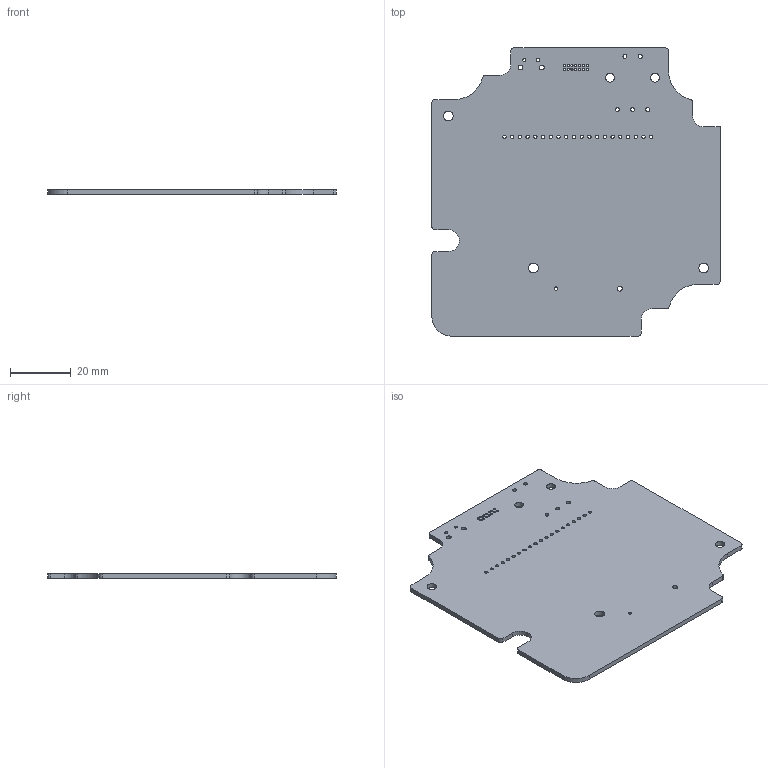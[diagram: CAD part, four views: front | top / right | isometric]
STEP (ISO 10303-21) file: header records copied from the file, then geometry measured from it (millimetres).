
FILE_DESCRIPTION(('KiCad electronic assembly'),'2;1');
FILE_NAME('PCB UI.step','2024-02-17T21:51:08',('Pcbnew'),('Kicad'), 'Open CASCADE STEP processor 7.5','KiCad to STEP converter','Unknown' );
FILE_SCHEMA(('AUTOMOTIVE_DESIGN { 1 0 10303 214 1 1 1 1 }'));
Length unit declared in the file: millimetre
Products named in the file (2): PCB UI 1; PCB UI PCB
Assembly tree (1 placements, depth 2):
  PCB UI 1
    PCB UI PCB
Bounding box: 94.8 x 94.8 x 1.6 mm (x, y, z)
Volume: 12472.4 mm3; surface area: 16494.9 mm2
Topology: 1 solids, 1 shells, 86 faces, 252 edges, 168 vertices
Faces by surface type: cylinder 68, plane 18
Full cylindrical faces by diameter (mm): 0.71 x14, 1.05 x2, 1.1 x21, 1.3 x5, 1.55 x2, 1.6 x1, 2.973 x2, 3.2 x3
Entity records: 6863 total; most frequent: CARTESIAN_POINT 1828, DIRECTION 932, ORIENTED_EDGE 504, PCURVE 504, DEFINITIONAL_REPRESENTATION 504, LINE 484, VECTOR 484, EDGE_CURVE 252
